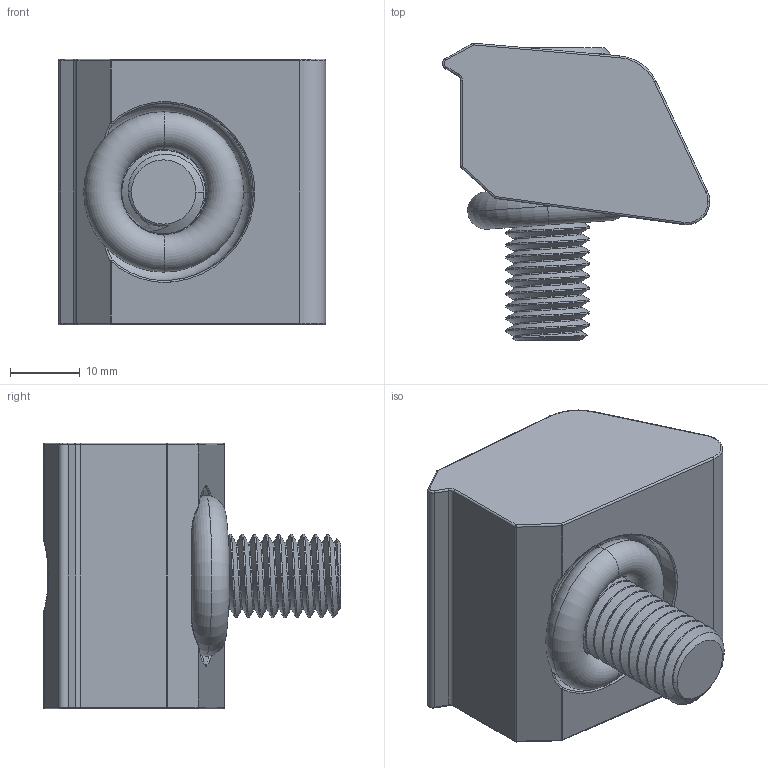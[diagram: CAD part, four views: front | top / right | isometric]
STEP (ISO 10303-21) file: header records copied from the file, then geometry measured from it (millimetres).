
FILE_DESCRIPTION (( 'STEP AP214' ), '1' );
FILE_NAME ('56080.STEP', '2017-10-31T12:28:27', ( 'Mike W' ), ( '' ), 'SwSTEP 2.0', 'SolidWorks 2017', '' );
FILE_SCHEMA (( 'AUTOMOTIVE_DESIGN' ));
Length unit declared in the file: millimetre
Products named in the file (4): M1230MM SHCS_M1230MM SHCS; 310 O-RING_310 O-RING; 56080; 2608XX_260801
Assembly tree (3 placements, depth 2):
  56080
    2608XX_260801
    310 O-RING_310 O-RING
    M1230MM SHCS_M1230MM SHCS
Bounding box: 38.35 x 42.62 x 38.1 mm (x, y, z)
Volume: 26213 mm3; surface area: 10471 mm2
Topology: 3 solids, 3 shells, 198 faces, 488 edges, 294 vertices
Faces by surface type: cylinder 105, bspline 27, plane 25, torus 20, cone 15, sphere 6
Entity records: 9500 total; most frequent: CARTESIAN_POINT 5258, ORIENTED_EDGE 972, DIRECTION 769, EDGE_CURVE 486, AXIS2_PLACEMENT_3D 307, VERTEX_POINT 294, EDGE_LOOP 202, FACE_OUTER_BOUND 198
